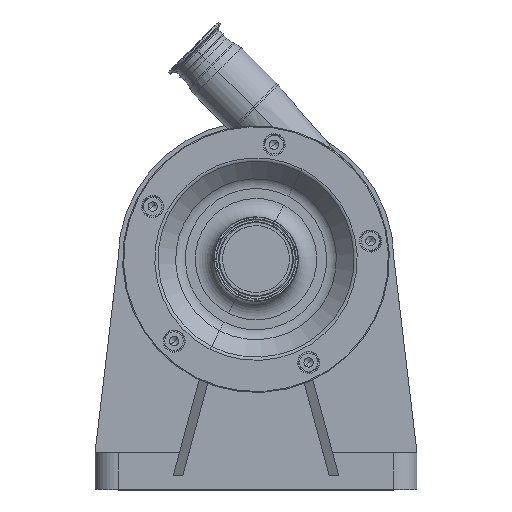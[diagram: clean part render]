
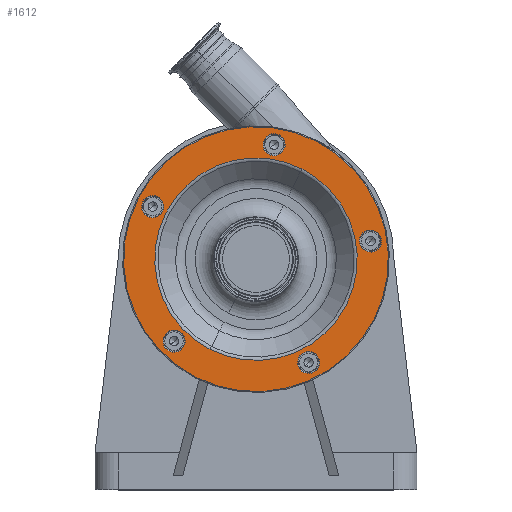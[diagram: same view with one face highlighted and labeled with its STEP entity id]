
A CAD part, top view. The second image highlights one B-rep face of the part: STEP entity #1612.
In plain terms, the highlighted planar face has unit normal (0, 0, 1).
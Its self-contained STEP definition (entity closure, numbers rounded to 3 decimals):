
#34 = ORIENTED_EDGE ( 'NONE', *, *, #7962, .F. ) ;
#74 = CARTESIAN_POINT ( 'NONE',  ( 57.203, -112.267, 294.5 ) ) ;
#242 = AXIS2_PLACEMENT_3D ( 'NONE', #2298, #15818, #11523 ) ;
#605 = CIRCLE ( 'NONE', #11938, 12. ) ;
#614 = CARTESIAN_POINT ( 'NONE',  ( -89.095, -89.095, 294.5 ) ) ;
#744 = VERTEX_POINT ( 'NONE', #4737 ) ;
#901 = ORIENTED_EDGE ( 'NONE', *, *, #14995, .F. ) ;
#907 = AXIS2_PLACEMENT_3D ( 'NONE', #13527, #8755, #17829 ) ;
#1009 = EDGE_CURVE ( 'NONE', #14933, #2369, #9953, .T. ) ;
#1232 = DIRECTION ( 'NONE',  ( 0., 0., 1. ) ) ;
#1236 = DIRECTION ( 'NONE',  ( 0.454, 0.891, 0. ) ) ;
#1291 = CIRCLE ( 'NONE', #9701, 144. ) ;
#1335 = VERTEX_POINT ( 'NONE', #13109 ) ;
#1354 = EDGE_LOOP ( 'NONE', ( #18149, #34 ) ) ;
#1469 = EDGE_CURVE ( 'NONE', #11950, #744, #605, .T. ) ;
#1611 = AXIS2_PLACEMENT_3D ( 'NONE', #1716, #17463, #11233 ) ;
#1612 = ADVANCED_FACE ( 'NONE', ( #3719, #12953, #19173, #11415, #17646, #9885, #16124 ), #2199, .F. ) ;
#1716 = CARTESIAN_POINT ( 'NONE',  ( 19.711, 124.449, 294.5 ) ) ;
#1744 = DIRECTION ( 'NONE',  ( 0.454, 0.891, 0. ) ) ;
#1837 = DIRECTION ( 'NONE',  ( 0.454, 0.891, 0. ) ) ;
#1844 = DIRECTION ( 'NONE',  ( 0., 0., 1. ) ) ;
#1903 = DIRECTION ( 'NONE',  ( -0.454, -0.891, 0. ) ) ;
#2186 = AXIS2_PLACEMENT_3D ( 'NONE', #2324, #5280, #3956 ) ;
#2199 = PLANE ( 'NONE',  #17496 ) ;
#2219 = CIRCLE ( 'NONE', #4505, 12. ) ;
#2259 = EDGE_CURVE ( 'NONE', #14779, #5979, #1291, .T. ) ;
#2298 = CARTESIAN_POINT ( 'NONE',  ( -89.095, -89.095, 294.5 ) ) ;
#2324 = CARTESIAN_POINT ( 'NONE',  ( -112.267, 57.203, 294.5 ) ) ;
#2346 = VERTEX_POINT ( 'NONE', #3645 ) ;
#2369 = VERTEX_POINT ( 'NONE', #3547 ) ;
#2602 = DIRECTION ( 'NONE',  ( 0., 0., 1. ) ) ;
#2888 = DIRECTION ( 'NONE',  ( 0., 0., 1. ) ) ;
#3008 = AXIS2_PLACEMENT_3D ( 'NONE', #6966, #2602, #7267 ) ;
#3243 = CIRCLE ( 'NONE', #15894, 12. ) ;
#3396 = AXIS2_PLACEMENT_3D ( 'NONE', #74, #6069, #6266 ) ;
#3470 = EDGE_CURVE ( 'NONE', #2369, #14933, #3243, .T. ) ;
#3547 = CARTESIAN_POINT ( 'NONE',  ( 129.897, 30.403, 294.5 ) ) ;
#3645 = CARTESIAN_POINT ( 'NONE',  ( 49.971, 98.074, 294.5 ) ) ;
#3719 = FACE_BOUND ( 'NONE', #18317, .T. ) ;
#3956 = DIRECTION ( 'NONE',  ( 0.454, 0.891, 0. ) ) ;
#4505 = AXIS2_PLACEMENT_3D ( 'NONE', #15897, #5232, #5336 ) ;
#4590 = ORIENTED_EDGE ( 'NONE', *, *, #7332, .F. ) ;
#4737 = CARTESIAN_POINT ( 'NONE',  ( 25.159, 135.141, 294.5 ) ) ;
#4800 = CARTESIAN_POINT ( 'NONE',  ( -65.375, -128.305, 294.5 ) ) ;
#5141 = CARTESIAN_POINT ( 'NONE',  ( -94.543, -99.788, 294.5 ) ) ;
#5178 = DIRECTION ( 'NONE',  ( 0.454, 0.891, 0. ) ) ;
#5232 = DIRECTION ( 'NONE',  ( 0., 0., 1. ) ) ;
#5280 = DIRECTION ( 'NONE',  ( 0., 0., 1. ) ) ;
#5336 = DIRECTION ( 'NONE',  ( 0.454, 0.891, 0. ) ) ;
#5485 = DIRECTION ( 'NONE',  ( 0., 0., 1. ) ) ;
#5832 = CIRCLE ( 'NONE', #1611, 12. ) ;
#5946 = EDGE_CURVE ( 'NONE', #15026, #6146, #12754, .T. ) ;
#5979 = VERTEX_POINT ( 'NONE', #4800 ) ;
#6069 = DIRECTION ( 'NONE',  ( 0., 0., 1. ) ) ;
#6076 = ORIENTED_EDGE ( 'NONE', *, *, #2259, .T. ) ;
#6146 = VERTEX_POINT ( 'NONE', #9735 ) ;
#6266 = DIRECTION ( 'NONE',  ( 0.454, 0.891, 0. ) ) ;
#6298 = ORIENTED_EDGE ( 'NONE', *, *, #18548, .F. ) ;
#6336 = CARTESIAN_POINT ( 'NONE',  ( 57.203, -112.267, 294.5 ) ) ;
#6885 = CARTESIAN_POINT ( 'NONE',  ( 0., 0., 294.5 ) ) ;
#6966 = CARTESIAN_POINT ( 'NONE',  ( 0., 0., 294.5 ) ) ;
#7166 = DIRECTION ( 'NONE',  ( 0.454, 0.891, 0. ) ) ;
#7220 = CIRCLE ( 'NONE', #13369, 144. ) ;
#7267 = DIRECTION ( 'NONE',  ( 0.454, 0.891, 0. ) ) ;
#7332 = EDGE_CURVE ( 'NONE', #744, #11950, #5832, .T. ) ;
#7421 = ORIENTED_EDGE ( 'NONE', *, *, #1469, .F. ) ;
#7820 = EDGE_LOOP ( 'NONE', ( #901, #10583 ) ) ;
#7962 = EDGE_CURVE ( 'NONE', #17268, #9562, #10885, .T. ) ;
#8092 = CARTESIAN_POINT ( 'NONE',  ( 65.375, 128.305, 294.5 ) ) ;
#8755 = DIRECTION ( 'NONE',  ( 0., 0., 1. ) ) ;
#8812 = CARTESIAN_POINT ( 'NONE',  ( -106.819, 67.895, 294.5 ) ) ;
#8975 = CARTESIAN_POINT ( 'NONE',  ( 14.263, 113.757, 294.5 ) ) ;
#9543 = CIRCLE ( 'NONE', #3396, 12. ) ;
#9562 = VERTEX_POINT ( 'NONE', #17143 ) ;
#9701 = AXIS2_PLACEMENT_3D ( 'NONE', #10443, #16676, #1236 ) ;
#9735 = CARTESIAN_POINT ( 'NONE',  ( 62.651, -101.575, 294.5 ) ) ;
#9885 = FACE_OUTER_BOUND ( 'NONE', #12865, .T. ) ;
#9929 = CIRCLE ( 'NONE', #242, 12. ) ;
#9953 = CIRCLE ( 'NONE', #907, 12. ) ;
#10443 = CARTESIAN_POINT ( 'NONE',  ( 0., 0., 294.5 ) ) ;
#10471 = AXIS2_PLACEMENT_3D ( 'NONE', #6336, #2888, #12523 ) ;
#10509 = ORIENTED_EDGE ( 'NONE', *, *, #11416, .F. ) ;
#10583 = ORIENTED_EDGE ( 'NONE', *, *, #19395, .F. ) ;
#10789 = EDGE_CURVE ( 'NONE', #9562, #17268, #9929, .T. ) ;
#10885 = CIRCLE ( 'NONE', #16107, 12. ) ;
#11233 = DIRECTION ( 'NONE',  ( 0.454, 0.891, 0. ) ) ;
#11254 = CIRCLE ( 'NONE', #2186, 12. ) ;
#11415 = FACE_BOUND ( 'NONE', #16274, .T. ) ;
#11416 = EDGE_CURVE ( 'NONE', #15671, #1335, #11254, .T. ) ;
#11492 = ORIENTED_EDGE ( 'NONE', *, *, #3470, .F. ) ;
#11523 = DIRECTION ( 'NONE',  ( 0.454, 0.891, 0. ) ) ;
#11938 = AXIS2_PLACEMENT_3D ( 'NONE', #14184, #1232, #13605 ) ;
#11950 = VERTEX_POINT ( 'NONE', #8975 ) ;
#12084 = CIRCLE ( 'NONE', #3008, 110.071 ) ;
#12244 = EDGE_CURVE ( 'NONE', #1335, #15671, #2219, .T. ) ;
#12523 = DIRECTION ( 'NONE',  ( 0.454, 0.891, 0. ) ) ;
#12754 = CIRCLE ( 'NONE', #10471, 12. ) ;
#12845 = AXIS2_PLACEMENT_3D ( 'NONE', #6885, #5485, #5178 ) ;
#12865 = EDGE_LOOP ( 'NONE', ( #6076, #19731 ) ) ;
#12953 = FACE_BOUND ( 'NONE', #15622, .T. ) ;
#13109 = CARTESIAN_POINT ( 'NONE',  ( -117.715, 46.511, 294.5 ) ) ;
#13217 = EDGE_LOOP ( 'NONE', ( #6298, #18424 ) ) ;
#13259 = CARTESIAN_POINT ( 'NONE',  ( 0., 0., 294.5 ) ) ;
#13369 = AXIS2_PLACEMENT_3D ( 'NONE', #13259, #16418, #7166 ) ;
#13527 = CARTESIAN_POINT ( 'NONE',  ( 124.449, 19.711, 294.5 ) ) ;
#13605 = DIRECTION ( 'NONE',  ( 0.454, 0.891, 0. ) ) ;
#14184 = CARTESIAN_POINT ( 'NONE',  ( 19.711, 124.449, 294.5 ) ) ;
#14316 = DIRECTION ( 'NONE',  ( 0., 0., 1. ) ) ;
#14584 = DIRECTION ( 'NONE',  ( 0., 0., -1. ) ) ;
#14779 = VERTEX_POINT ( 'NONE', #8092 ) ;
#14933 = VERTEX_POINT ( 'NONE', #19484 ) ;
#14995 = EDGE_CURVE ( 'NONE', #2346, #17065, #12084, .T. ) ;
#15026 = VERTEX_POINT ( 'NONE', #17858 ) ;
#15622 = EDGE_LOOP ( 'NONE', ( #11492, #15793 ) ) ;
#15671 = VERTEX_POINT ( 'NONE', #8812 ) ;
#15793 = ORIENTED_EDGE ( 'NONE', *, *, #1009, .F. ) ;
#15818 = DIRECTION ( 'NONE',  ( 0., 0., 1. ) ) ;
#15856 = CARTESIAN_POINT ( 'NONE',  ( 124.449, 19.711, 294.5 ) ) ;
#15894 = AXIS2_PLACEMENT_3D ( 'NONE', #15856, #14316, #1837 ) ;
#15897 = CARTESIAN_POINT ( 'NONE',  ( -112.267, 57.203, 294.5 ) ) ;
#16063 = ORIENTED_EDGE ( 'NONE', *, *, #12244, .F. ) ;
#16107 = AXIS2_PLACEMENT_3D ( 'NONE', #614, #1844, #1744 ) ;
#16124 = FACE_BOUND ( 'NONE', #1354, .T. ) ;
#16262 = CARTESIAN_POINT ( 'NONE',  ( -49.971, -98.074, 294.5 ) ) ;
#16274 = EDGE_LOOP ( 'NONE', ( #10509, #16063 ) ) ;
#16418 = DIRECTION ( 'NONE',  ( 0., 0., 1. ) ) ;
#16676 = DIRECTION ( 'NONE',  ( 0., 0., 1. ) ) ;
#17065 = VERTEX_POINT ( 'NONE', #16262 ) ;
#17143 = CARTESIAN_POINT ( 'NONE',  ( -83.648, -78.403, 294.5 ) ) ;
#17268 = VERTEX_POINT ( 'NONE', #5141 ) ;
#17463 = DIRECTION ( 'NONE',  ( 0., 0., 1. ) ) ;
#17496 = AXIS2_PLACEMENT_3D ( 'NONE', #17756, #14584, #1903 ) ;
#17646 = FACE_BOUND ( 'NONE', #7820, .T. ) ;
#17756 = CARTESIAN_POINT ( 'NONE',  ( -128.305, 65.375, 294.5 ) ) ;
#17829 = DIRECTION ( 'NONE',  ( 0.454, 0.891, 0. ) ) ;
#17858 = CARTESIAN_POINT ( 'NONE',  ( 51.755, -122.959, 294.5 ) ) ;
#18064 = CIRCLE ( 'NONE', #12845, 110.071 ) ;
#18149 = ORIENTED_EDGE ( 'NONE', *, *, #10789, .F. ) ;
#18317 = EDGE_LOOP ( 'NONE', ( #4590, #7421 ) ) ;
#18424 = ORIENTED_EDGE ( 'NONE', *, *, #5946, .F. ) ;
#18548 = EDGE_CURVE ( 'NONE', #6146, #15026, #9543, .T. ) ;
#19173 = FACE_BOUND ( 'NONE', #13217, .T. ) ;
#19395 = EDGE_CURVE ( 'NONE', #17065, #2346, #18064, .T. ) ;
#19484 = CARTESIAN_POINT ( 'NONE',  ( 119.001, 9.019, 294.5 ) ) ;
#19731 = ORIENTED_EDGE ( 'NONE', *, *, #20107, .T. ) ;
#20107 = EDGE_CURVE ( 'NONE', #5979, #14779, #7220, .T. ) ;
